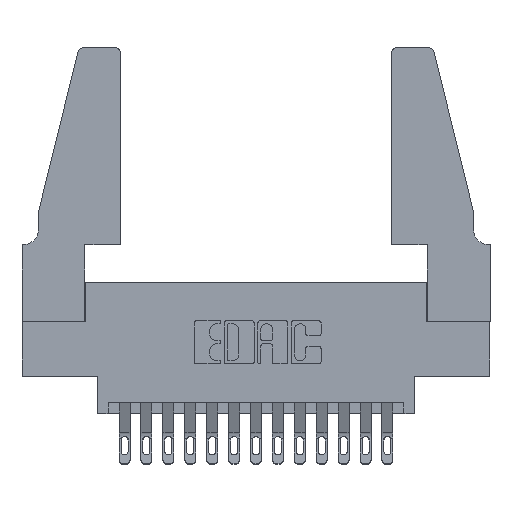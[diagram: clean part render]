
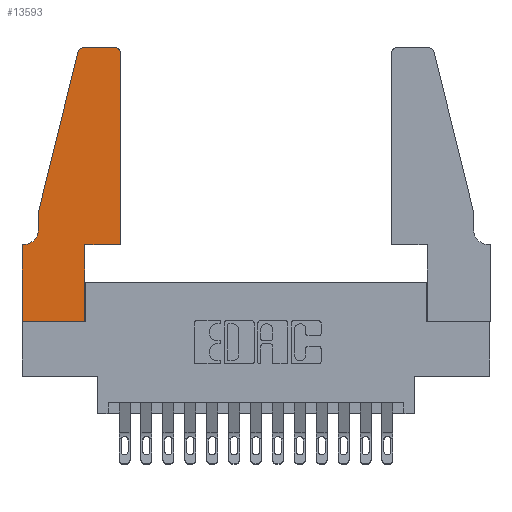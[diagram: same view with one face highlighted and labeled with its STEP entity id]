
A CAD part, top view. The second image highlights one B-rep face of the part: STEP entity #13593.
In plain terms, the highlighted planar face has unit normal (0, 0, 1).
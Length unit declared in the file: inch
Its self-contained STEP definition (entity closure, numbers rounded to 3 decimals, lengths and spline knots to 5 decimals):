
#88 = CARTESIAN_POINT ( 'NONE',  ( 0.2865, 0., 0.37 ) ) ;
#196 = AXIS2_PLACEMENT_3D ( 'NONE', #10411, #10390, #10756 ) ;
#515 = DIRECTION ( 'NONE',  ( 1., 0., 0. ) ) ;
#1039 = AXIS2_PLACEMENT_3D ( 'NONE', #6653, #15592, #7934 ) ;
#1203 = ORIENTED_EDGE ( 'NONE', *, *, #14736, .T. ) ;
#1222 = EDGE_CURVE ( 'NONE', #1915, #14409, #10218, .T. ) ;
#1500 = LINE ( 'NONE', #5144, #11460 ) ;
#1601 = ORIENTED_EDGE ( 'NONE', *, *, #4507, .T. ) ;
#1739 = VERTEX_POINT ( 'NONE', #88 ) ;
#1915 = VERTEX_POINT ( 'NONE', #13892 ) ;
#2291 = VECTOR ( 'NONE', #3176, 39.37008 ) ;
#2564 = CARTESIAN_POINT ( 'NONE',  ( 0.4505, 0.35, 0.37 ) ) ;
#2949 = EDGE_CURVE ( 'NONE', #10284, #8602, #5729, .T. ) ;
#3176 = DIRECTION ( 'NONE',  ( -0.239, -0.971, 0. ) ) ;
#3608 = CARTESIAN_POINT ( 'NONE',  ( 0.4505, 0.35, 0.37 ) ) ;
#3667 = CARTESIAN_POINT ( 'NONE',  ( 0.284, 1.22, 0.37 ) ) ;
#3788 = VERTEX_POINT ( 'NONE', #13695 ) ;
#4357 = VECTOR ( 'NONE', #12005, 39.37008 ) ;
#4374 = LINE ( 'NONE', #9899, #14269 ) ;
#4427 = VERTEX_POINT ( 'NONE', #12472 ) ;
#4507 = EDGE_CURVE ( 'NONE', #7654, #10284, #10674, .T. ) ;
#4661 = CARTESIAN_POINT ( 'NONE',  ( 0.0755, 0.35, 0.37 ) ) ;
#4999 = DIRECTION ( 'NONE',  ( 1., 0., 0. ) ) ;
#5144 = CARTESIAN_POINT ( 'NONE',  ( 0., 0., 0.37 ) ) ;
#5352 = EDGE_CURVE ( 'NONE', #14396, #4427, #1500, .T. ) ;
#5592 = EDGE_CURVE ( 'NONE', #1739, #10496, #4374, .T. ) ;
#5599 = CARTESIAN_POINT ( 'NONE',  ( 0.2605, 1.25, 0.37 ) ) ;
#5683 = EDGE_CURVE ( 'NONE', #4427, #1739, #16390, .T. ) ;
#5712 = EDGE_CURVE ( 'NONE', #3788, #14031, #12235, .T. ) ;
#5729 = CIRCLE ( 'NONE', #12548, 0.03 ) ;
#6040 = EDGE_CURVE ( 'NONE', #8602, #3788, #11225, .T. ) ;
#6125 = ORIENTED_EDGE ( 'NONE', *, *, #6144, .T. ) ;
#6144 = EDGE_CURVE ( 'NONE', #14031, #8775, #9222, .T. ) ;
#6528 = ORIENTED_EDGE ( 'NONE', *, *, #1222, .T. ) ;
#6653 = CARTESIAN_POINT ( 'NONE',  ( 0., 0.35, 0.37 ) ) ;
#6893 = CARTESIAN_POINT ( 'NONE',  ( 0.4505, 1.22, 0.37 ) ) ;
#7336 = ORIENTED_EDGE ( 'NONE', *, *, #5352, .T. ) ;
#7654 = VERTEX_POINT ( 'NONE', #8692 ) ;
#7743 = ORIENTED_EDGE ( 'NONE', *, *, #5683, .T. ) ;
#7934 = DIRECTION ( 'NONE',  ( 1., 0., 0. ) ) ;
#8311 = CARTESIAN_POINT ( 'NONE',  ( 0., 0.35, 0.37 ) ) ;
#8339 = CARTESIAN_POINT ( 'NONE',  ( 0.4205, 1.25, 0.37 ) ) ;
#8357 = DIRECTION ( 'NONE',  ( 0., 0., 1. ) ) ;
#8524 = ORIENTED_EDGE ( 'NONE', *, *, #2949, .T. ) ;
#8602 = VERTEX_POINT ( 'NONE', #8339 ) ;
#8692 = CARTESIAN_POINT ( 'NONE',  ( 0.4505, 0.35, 0.37 ) ) ;
#8724 = ORIENTED_EDGE ( 'NONE', *, *, #6040, .T. ) ;
#8775 = VERTEX_POINT ( 'NONE', #15271 ) ;
#9105 = DIRECTION ( 'NONE',  ( 1., 0., 0. ) ) ;
#9222 = LINE ( 'NONE', #12226, #2291 ) ;
#9658 = LINE ( 'NONE', #12765, #10866 ) ;
#9899 = CARTESIAN_POINT ( 'NONE',  ( 0.2865, 0.35, 0.37 ) ) ;
#10218 = CIRCLE ( 'NONE', #196, 0.07 ) ;
#10284 = VERTEX_POINT ( 'NONE', #6893 ) ;
#10390 = DIRECTION ( 'NONE',  ( 0., 0., -1. ) ) ;
#10411 = CARTESIAN_POINT ( 'NONE',  ( 0.0055, 0.42, 0.37 ) ) ;
#10415 = PLANE ( 'NONE',  #1039 ) ;
#10496 = VERTEX_POINT ( 'NONE', #12445 ) ;
#10674 = LINE ( 'NONE', #3608, #14112 ) ;
#10756 = DIRECTION ( 'NONE',  ( -1., 0., 0. ) ) ;
#10866 = VECTOR ( 'NONE', #14073, 39.37008 ) ;
#10959 = CARTESIAN_POINT ( 'NONE',  ( 0.0055, 0.35, 0.37 ) ) ;
#11178 = DIRECTION ( 'NONE',  ( 0., 1., 0. ) ) ;
#11225 = LINE ( 'NONE', #5599, #4357 ) ;
#11460 = VECTOR ( 'NONE', #15328, 39.37008 ) ;
#11476 = VECTOR ( 'NONE', #9105, 39.37008 ) ;
#12005 = DIRECTION ( 'NONE',  ( -1., 0., 0. ) ) ;
#12143 = ORIENTED_EDGE ( 'NONE', *, *, #5712, .T. ) ;
#12226 = CARTESIAN_POINT ( 'NONE',  ( 0.0755, 0.5, 0.37 ) ) ;
#12235 = CIRCLE ( 'NONE', #15946, 0.03 ) ;
#12430 = VECTOR ( 'NONE', #16192, 39.37008 ) ;
#12445 = CARTESIAN_POINT ( 'NONE',  ( 0.2865, 0.35, 0.37 ) ) ;
#12472 = CARTESIAN_POINT ( 'NONE',  ( 0., 0., 0.37 ) ) ;
#12548 = AXIS2_PLACEMENT_3D ( 'NONE', #15988, #8357, #515 ) ;
#12707 = DIRECTION ( 'NONE',  ( 0., 0., 1. ) ) ;
#12765 = CARTESIAN_POINT ( 'NONE',  ( 0.0755, 0.5, 0.37 ) ) ;
#12967 = ORIENTED_EDGE ( 'NONE', *, *, #14663, .T. ) ;
#13593 = ADVANCED_FACE ( 'NONE', ( #15481 ), #10415, .T. ) ;
#13695 = CARTESIAN_POINT ( 'NONE',  ( 0.284, 1.25, 0.37 ) ) ;
#13778 = ORIENTED_EDGE ( 'NONE', *, *, #15757, .T. ) ;
#13892 = CARTESIAN_POINT ( 'NONE',  ( 0.0755, 0.42, 0.37 ) ) ;
#14029 = EDGE_LOOP ( 'NONE', ( #8724, #12143, #6125, #12967, #6528, #13778, #7336, #7743, #14553, #1203, #1601, #8524 ) ) ;
#14031 = VERTEX_POINT ( 'NONE', #15359 ) ;
#14073 = DIRECTION ( 'NONE',  ( 0., -1., 0. ) ) ;
#14112 = VECTOR ( 'NONE', #16388, 39.37008 ) ;
#14269 = VECTOR ( 'NONE', #11178, 39.37008 ) ;
#14396 = VERTEX_POINT ( 'NONE', #8311 ) ;
#14409 = VERTEX_POINT ( 'NONE', #10959 ) ;
#14553 = ORIENTED_EDGE ( 'NONE', *, *, #5592, .T. ) ;
#14663 = EDGE_CURVE ( 'NONE', #8775, #1915, #9658, .T. ) ;
#14736 = EDGE_CURVE ( 'NONE', #10496, #7654, #14859, .T. ) ;
#14859 = LINE ( 'NONE', #2564, #11476 ) ;
#15132 = CARTESIAN_POINT ( 'NONE',  ( 0., 0., 0.37 ) ) ;
#15271 = CARTESIAN_POINT ( 'NONE',  ( 0.0755, 0.5, 0.37 ) ) ;
#15328 = DIRECTION ( 'NONE',  ( 0., -1., 0. ) ) ;
#15359 = CARTESIAN_POINT ( 'NONE',  ( 0.25487, 1.22718, 0.37 ) ) ;
#15481 = FACE_OUTER_BOUND ( 'NONE', #14029, .T. ) ;
#15592 = DIRECTION ( 'NONE',  ( 0., 0., 1. ) ) ;
#15757 = EDGE_CURVE ( 'NONE', #14409, #14396, #16182, .T. ) ;
#15946 = AXIS2_PLACEMENT_3D ( 'NONE', #3667, #12707, #4999 ) ;
#15988 = CARTESIAN_POINT ( 'NONE',  ( 0.4205, 1.22, 0.37 ) ) ;
#15992 = VECTOR ( 'NONE', #16386, 39.37008 ) ;
#16182 = LINE ( 'NONE', #4661, #12430 ) ;
#16192 = DIRECTION ( 'NONE',  ( -1., 0., 0. ) ) ;
#16386 = DIRECTION ( 'NONE',  ( 1., 0., 0. ) ) ;
#16388 = DIRECTION ( 'NONE',  ( 0., 1., 0. ) ) ;
#16390 = LINE ( 'NONE', #15132, #15992 ) ;
